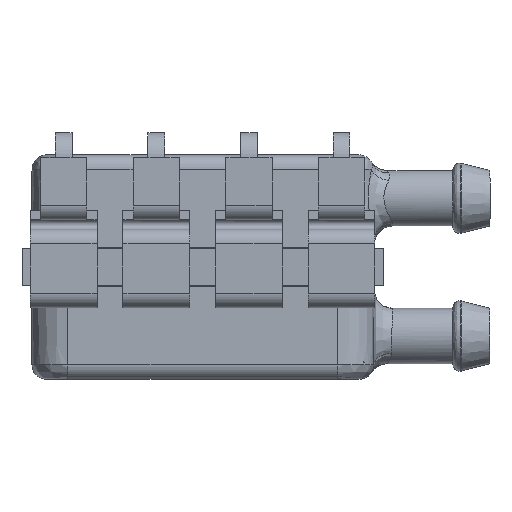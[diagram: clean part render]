
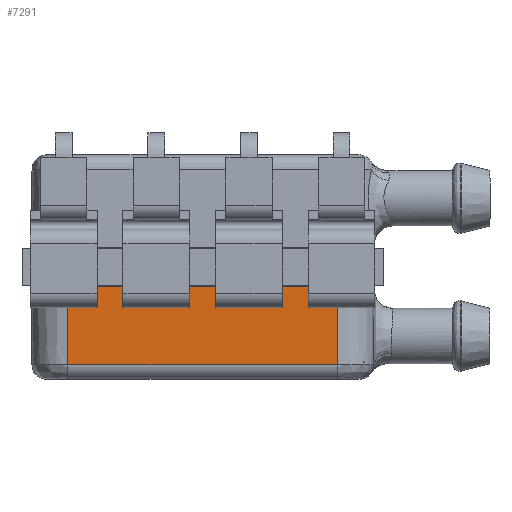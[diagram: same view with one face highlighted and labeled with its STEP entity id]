
A CAD part, front view. The second image highlights one B-rep face of the part: STEP entity #7291.
In plain terms, the highlighted planar face has unit normal (0, -1, -0.009).
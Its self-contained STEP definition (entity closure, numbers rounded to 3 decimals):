
#130 = DIRECTION ( 'NONE',  ( 0., -1., -0.009 ) ) ;
#383 = CARTESIAN_POINT ( 'NONE',  ( 22.133, -4395.549, 499000. ) ) ;
#2070 = DIRECTION ( 'NONE',  ( 0., 0.009, -1. ) ) ;
#2359 = CARTESIAN_POINT ( 'NONE',  ( 31.687, -40.833, -1.046 ) ) ;
#3250 = DIRECTION ( 'NONE',  ( 0., -0.009, 1. ) ) ;
#4758 = EDGE_LOOP ( 'NONE', ( #13632, #12918, #20465, #27248 ) ) ;
#6054 = AXIS2_PLACEMENT_3D ( 'NONE', #2359, #130, #2070 ) ;
#6515 = VERTEX_POINT ( 'NONE', #7461 ) ;
#7171 = EDGE_CURVE ( 'NONE', #6515, #21162, #26599, .T. ) ;
#7230 = LINE ( 'NONE', #18420, #17526 ) ;
#7291 = ADVANCED_FACE ( 'NONE', ( #10445 ), #16964, .T. ) ;
#7461 = CARTESIAN_POINT ( 'NONE',  ( 22.133, -40.814, -3.189 ) ) ;
#7469 = DIRECTION ( 'NONE',  ( 1., 0., 0. ) ) ;
#8825 = VERTEX_POINT ( 'NONE', #14922 ) ;
#10195 = LINE ( 'NONE', #18836, #16204 ) ;
#10445 = FACE_OUTER_BOUND ( 'NONE', #4758, .T. ) ;
#12918 = ORIENTED_EDGE ( 'NONE', *, *, #17142, .F. ) ;
#13406 = LINE ( 'NONE', #383, #25659 ) ;
#13632 = ORIENTED_EDGE ( 'NONE', *, *, #20589, .T. ) ;
#13700 = CARTESIAN_POINT ( 'NONE',  ( 29.533, -40.814, -3.189 ) ) ;
#14922 = CARTESIAN_POINT ( 'NONE',  ( 29.533, -40.833, -1.046 ) ) ;
#16204 = VECTOR ( 'NONE', #16716, 1000. ) ;
#16282 = EDGE_CURVE ( 'NONE', #6515, #25618, #13406, .T. ) ;
#16716 = DIRECTION ( 'NONE',  ( 1., 0., 0. ) ) ;
#16964 = PLANE ( 'NONE',  #6054 ) ;
#17142 = EDGE_CURVE ( 'NONE', #25618, #8825, #10195, .T. ) ;
#17513 = CARTESIAN_POINT ( 'NONE',  ( 22.133, -40.833, -1.046 ) ) ;
#17526 = VECTOR ( 'NONE', #3250, 1000. ) ;
#18420 = CARTESIAN_POINT ( 'NONE',  ( 29.533, -40.833, -1.046 ) ) ;
#18836 = CARTESIAN_POINT ( 'NONE',  ( 20.879, -40.833, -1.046 ) ) ;
#19637 = VECTOR ( 'NONE', #7469, 1000. ) ;
#20058 = DIRECTION ( 'NONE',  ( 0., -0.009, 1. ) ) ;
#20099 = CARTESIAN_POINT ( 'NONE',  ( 31.687, -40.814, -3.189 ) ) ;
#20465 = ORIENTED_EDGE ( 'NONE', *, *, #16282, .F. ) ;
#20589 = EDGE_CURVE ( 'NONE', #21162, #8825, #7230, .T. ) ;
#21162 = VERTEX_POINT ( 'NONE', #13700 ) ;
#25618 = VERTEX_POINT ( 'NONE', #17513 ) ;
#25659 = VECTOR ( 'NONE', #20058, 1000. ) ;
#26599 = LINE ( 'NONE', #20099, #19637 ) ;
#27248 = ORIENTED_EDGE ( 'NONE', *, *, #7171, .T. ) ;
